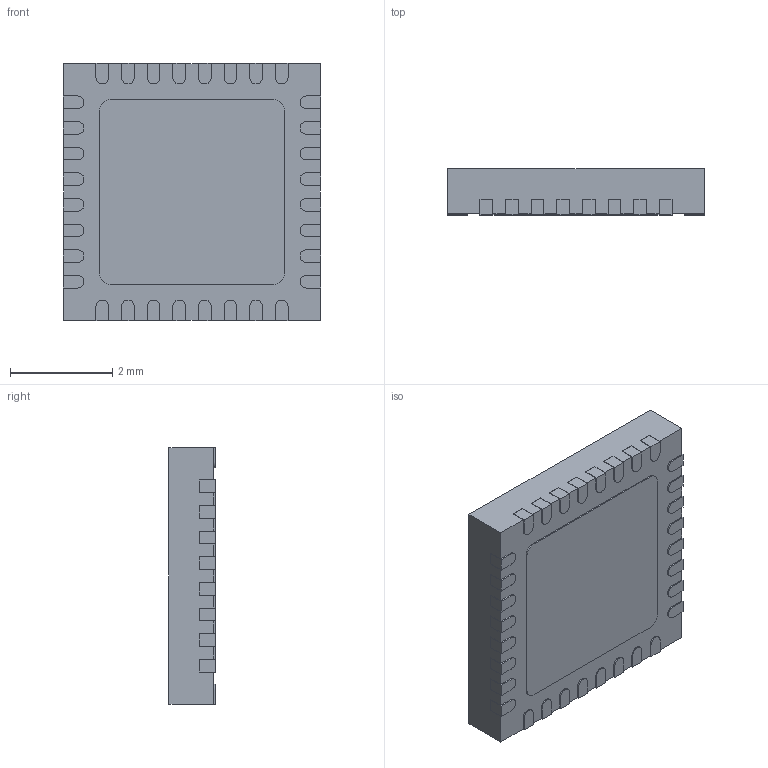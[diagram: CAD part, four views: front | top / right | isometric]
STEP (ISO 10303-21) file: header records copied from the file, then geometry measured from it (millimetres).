
FILE_DESCRIPTION(('STEP AP242'),'1');
FILE_NAME('atmega16u2-mu.stp','2020-12-22T07:25:05',('TraceParts'),('TraceParts S.A.'),'Spatial InterOp 3D',' ',' ');
FILE_SCHEMA(('AP242_MANAGED_MODEL_BASED_3D_ENGINEERING_MIM_LF {1 0 10303 442 1 1 4}'));
Length unit declared in the file: millimetre
Products named in the file (1): atmega16u2-mu
Bounding box: 5.02 x 0.9 x 5.02 mm (x, y, z)
Volume: 22.3 mm3; surface area: 69.3 mm2
Topology: 1 solids, 1 shells, 210 faces, 618 edges, 412 vertices
Faces by surface type: plane 172, cylinder 38
Entity records: 8614 total; most frequent: CARTESIAN_POINT 1241, ORIENTED_EDGE 1236, DIRECTION 1116, EDGE_CURVE 618, LINE 542, VECTOR 542, VERTEX_POINT 412, AXIS2_PLACEMENT_3D 287
